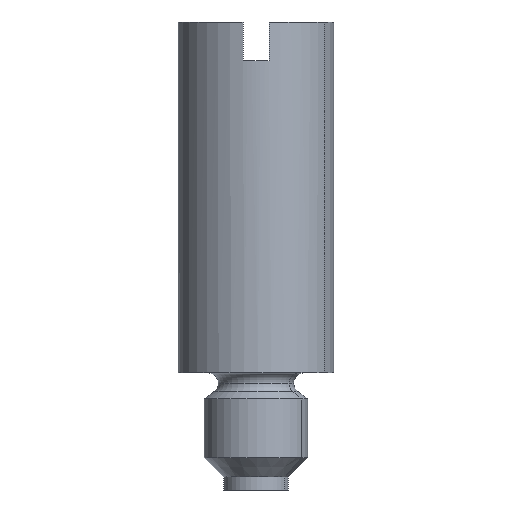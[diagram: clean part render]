
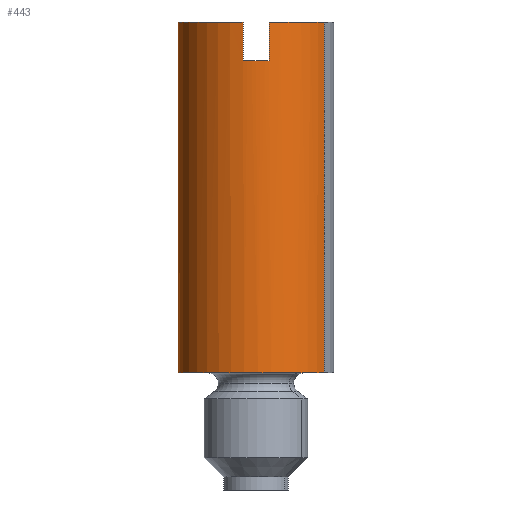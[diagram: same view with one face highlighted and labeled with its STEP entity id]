
A CAD part, front view. The second image highlights one B-rep face of the part: STEP entity #443.
In plain terms, the highlighted cylindrical face has radius 3 mm (diameter 6 mm), a partial arc.
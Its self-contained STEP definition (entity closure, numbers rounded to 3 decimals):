
#209=AXIS2_PLACEMENT_3D('Circle Axis2P3D',#207,#208,$) ;
#216=AXIS2_PLACEMENT_3D('Circle Axis2P3D',#214,#215,$) ;
#389=AXIS2_PLACEMENT_3D('Circle Axis2P3D',#387,#388,$) ;
#404=AXIS2_PLACEMENT_3D('Cylinder Axis2P3D',#401,#402,#403) ;
#415=AXIS2_PLACEMENT_3D('Circle Axis2P3D',#413,#414,$) ;
#429=AXIS2_PLACEMENT_3D('Circle Axis2P3D',#427,#428,$) ;
#179=CARTESIAN_POINT('Vertex',(2.5,0.042,18.)) ;
#182=CARTESIAN_POINT('Line Origine',(2.5,0.042,17.25)) ;
#186=CARTESIAN_POINT('Vertex',(2.5,0.042,16.5)) ;
#207=CARTESIAN_POINT('Axis2P3D Location',(3.,3.,16.5)) ;
#211=CARTESIAN_POINT('Vertex',(3.,0.,16.5)) ;
#214=CARTESIAN_POINT('Axis2P3D Location',(3.,3.,16.5)) ;
#218=CARTESIAN_POINT('Vertex',(3.5,0.042,16.5)) ;
#239=CARTESIAN_POINT('Line Origine',(3.5,0.042,17.25)) ;
#243=CARTESIAN_POINT('Vertex',(3.5,0.042,18.)) ;
#384=CARTESIAN_POINT('Vertex',(0.367,4.438,18.)) ;
#387=CARTESIAN_POINT('Axis2P3D Location',(3.,3.,18.)) ;
#401=CARTESIAN_POINT('Axis2P3D Location',(3.,3.,9.)) ;
#406=CARTESIAN_POINT('Line Origine',(0.367,4.438,9.)) ;
#410=CARTESIAN_POINT('Vertex',(0.367,4.438,4.5)) ;
#413=CARTESIAN_POINT('Axis2P3D Location',(3.,3.,4.5)) ;
#417=CARTESIAN_POINT('Vertex',(5.633,1.562,4.5)) ;
#420=CARTESIAN_POINT('Line Origine',(5.633,1.562,9.)) ;
#424=CARTESIAN_POINT('Vertex',(5.633,1.562,18.)) ;
#427=CARTESIAN_POINT('Axis2P3D Location',(3.,3.,18.)) ;
#183=DIRECTION('Vector Direction',(0.,0.,-1.)) ;
#208=DIRECTION('Axis2P3D Direction',(0.,0.,-1.)) ;
#215=DIRECTION('Axis2P3D Direction',(0.,0.,-1.)) ;
#240=DIRECTION('Vector Direction',(0.,0.,-1.)) ;
#388=DIRECTION('Axis2P3D Direction',(0.,0.,-1.)) ;
#402=DIRECTION('Axis2P3D Direction',(0.,0.,-1.)) ;
#403=DIRECTION('Axis2P3D XDirection',(0.878,-0.479,0.)) ;
#407=DIRECTION('Vector Direction',(0.,0.,-1.)) ;
#414=DIRECTION('Axis2P3D Direction',(0.,0.,-1.)) ;
#421=DIRECTION('Vector Direction',(0.,0.,-1.)) ;
#428=DIRECTION('Axis2P3D Direction',(0.,0.,-1.)) ;
#184=VECTOR('Line Direction',#183,1.) ;
#241=VECTOR('Line Direction',#240,1.) ;
#408=VECTOR('Line Direction',#407,1.) ;
#422=VECTOR('Line Direction',#421,1.) ;
#433=ORIENTED_EDGE('',*,*,#213,.T.) ;
#434=ORIENTED_EDGE('',*,*,#188,.F.) ;
#435=ORIENTED_EDGE('',*,*,#391,.T.) ;
#436=ORIENTED_EDGE('',*,*,#412,.T.) ;
#437=ORIENTED_EDGE('',*,*,#419,.F.) ;
#438=ORIENTED_EDGE('',*,*,#426,.F.) ;
#439=ORIENTED_EDGE('',*,*,#431,.T.) ;
#440=ORIENTED_EDGE('',*,*,#245,.T.) ;
#441=ORIENTED_EDGE('',*,*,#220,.T.) ;
#443=ADVANCED_FACE('STB',(#442),#405,.T.) ;
#210=CIRCLE('generated circle',#209,3.) ;
#217=CIRCLE('generated circle',#216,3.) ;
#390=CIRCLE('generated circle',#389,3.) ;
#416=CIRCLE('generated circle',#415,3.) ;
#430=CIRCLE('generated circle',#429,3.) ;
#405=CYLINDRICAL_SURFACE('generated cylinder',#404,3.) ;
#188=EDGE_CURVE('',#180,#187,#185,.T.) ;
#213=EDGE_CURVE('',#212,#187,#210,.T.) ;
#220=EDGE_CURVE('',#219,#212,#217,.T.) ;
#245=EDGE_CURVE('',#244,#219,#242,.T.) ;
#391=EDGE_CURVE('',#180,#385,#390,.T.) ;
#412=EDGE_CURVE('',#385,#411,#409,.T.) ;
#419=EDGE_CURVE('',#418,#411,#416,.T.) ;
#426=EDGE_CURVE('',#425,#418,#423,.T.) ;
#431=EDGE_CURVE('',#425,#244,#430,.T.) ;
#432=EDGE_LOOP('',(#433,#434,#435,#436,#437,#438,#439,#440,#441)) ;
#442=FACE_OUTER_BOUND('',#432,.T.) ;
#185=LINE('Line',#182,#184) ;
#242=LINE('Line',#239,#241) ;
#409=LINE('Line',#406,#408) ;
#423=LINE('Line',#420,#422) ;
#180=VERTEX_POINT('',#179) ;
#187=VERTEX_POINT('',#186) ;
#212=VERTEX_POINT('',#211) ;
#219=VERTEX_POINT('',#218) ;
#244=VERTEX_POINT('',#243) ;
#385=VERTEX_POINT('',#384) ;
#411=VERTEX_POINT('',#410) ;
#418=VERTEX_POINT('',#417) ;
#425=VERTEX_POINT('',#424) ;
